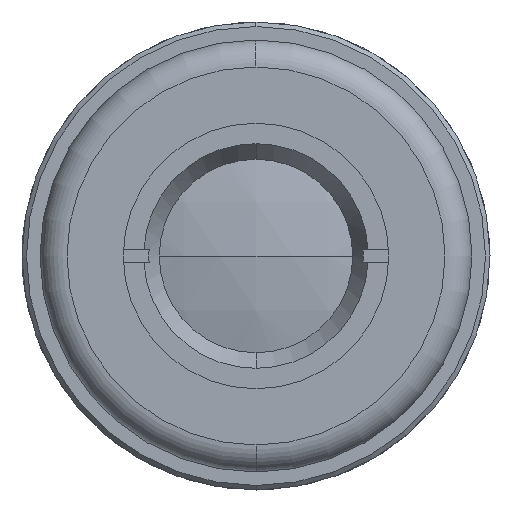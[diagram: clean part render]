
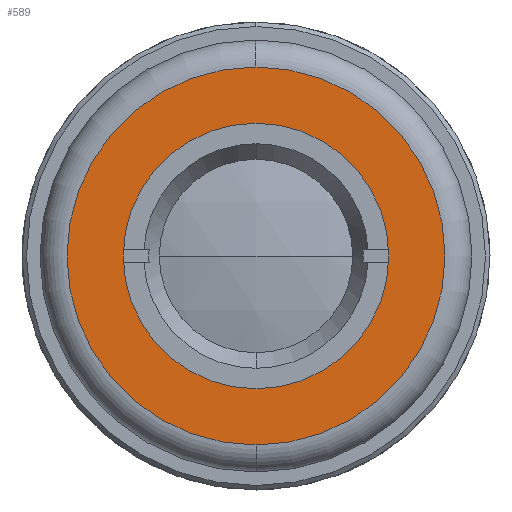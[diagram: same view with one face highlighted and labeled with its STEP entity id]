
A CAD part, left-side view. The second image highlights one B-rep face of the part: STEP entity #589.
In plain terms, the highlighted planar face has unit normal (-1, 0, 0).
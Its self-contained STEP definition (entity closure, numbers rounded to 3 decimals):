
#107 = FACE_OUTER_BOUND ( 'NONE', #620, .T. ) ;
#399 = CARTESIAN_POINT ( 'NONE',  ( -33.9, 0., -21. ) ) ;
#453 = CARTESIAN_POINT ( 'NONE',  ( -33.9, 0., 0. ) ) ;
#501 = DIRECTION ( 'NONE',  ( 0., 0., -1. ) ) ;
#541 = CARTESIAN_POINT ( 'NONE',  ( -33.9, 0., 0. ) ) ;
#589 = ADVANCED_FACE ( 'NONE', ( #107, #2185 ), #2431, .F. ) ;
#611 = AXIS2_PLACEMENT_3D ( 'NONE', #1884, #737, #501 ) ;
#620 = EDGE_LOOP ( 'NONE', ( #2611, #887 ) ) ;
#737 = DIRECTION ( 'NONE',  ( -1., 0., 0. ) ) ;
#887 = ORIENTED_EDGE ( 'NONE', *, *, #2786, .T. ) ;
#894 = VERTEX_POINT ( 'NONE', #955 ) ;
#933 = EDGE_CURVE ( 'NONE', #894, #2537, #1958, .T. ) ;
#955 = CARTESIAN_POINT ( 'NONE',  ( -33.9, 0., -14.75 ) ) ;
#962 = EDGE_CURVE ( 'NONE', #1090, #2968, #1477, .T. ) ;
#1090 = VERTEX_POINT ( 'NONE', #399 ) ;
#1191 = DIRECTION ( 'NONE',  ( -1., 0., 0. ) ) ;
#1222 = ORIENTED_EDGE ( 'NONE', *, *, #1265, .F. ) ;
#1246 = CARTESIAN_POINT ( 'NONE',  ( -33.9, 0., 0. ) ) ;
#1263 = DIRECTION ( 'NONE',  ( 1., 0., 0. ) ) ;
#1265 = EDGE_CURVE ( 'NONE', #2537, #894, #2364, .T. ) ;
#1282 = DIRECTION ( 'NONE',  ( 0., 0., -1. ) ) ;
#1434 = DIRECTION ( 'NONE',  ( 0., 0., -1. ) ) ;
#1470 = CARTESIAN_POINT ( 'NONE',  ( -33.9, 24., 0. ) ) ;
#1477 = CIRCLE ( 'NONE', #611, 21. ) ;
#1688 = CIRCLE ( 'NONE', #2516, 21. ) ;
#1741 = CARTESIAN_POINT ( 'NONE',  ( -33.9, 0., 21. ) ) ;
#1884 = CARTESIAN_POINT ( 'NONE',  ( -33.9, 0., 0. ) ) ;
#1918 = AXIS2_PLACEMENT_3D ( 'NONE', #1246, #2409, #1938 ) ;
#1938 = DIRECTION ( 'NONE',  ( 0., 0., 1. ) ) ;
#1958 = CIRCLE ( 'NONE', #1918, 14.75 ) ;
#2086 = CARTESIAN_POINT ( 'NONE',  ( -33.9, 0., 14.75 ) ) ;
#2138 = DIRECTION ( 'NONE',  ( -1., 0., 0. ) ) ;
#2154 = AXIS2_PLACEMENT_3D ( 'NONE', #1470, #1263, #1282 ) ;
#2185 = FACE_BOUND ( 'NONE', #2942, .T. ) ;
#2364 = CIRCLE ( 'NONE', #2967, 14.75 ) ;
#2409 = DIRECTION ( 'NONE',  ( -1., 0., 0. ) ) ;
#2431 = PLANE ( 'NONE',  #2154 ) ;
#2516 = AXIS2_PLACEMENT_3D ( 'NONE', #541, #2138, #1434 ) ;
#2537 = VERTEX_POINT ( 'NONE', #2086 ) ;
#2602 = ORIENTED_EDGE ( 'NONE', *, *, #933, .F. ) ;
#2603 = DIRECTION ( 'NONE',  ( 0., 0., 1. ) ) ;
#2611 = ORIENTED_EDGE ( 'NONE', *, *, #962, .T. ) ;
#2786 = EDGE_CURVE ( 'NONE', #2968, #1090, #1688, .T. ) ;
#2942 = EDGE_LOOP ( 'NONE', ( #1222, #2602 ) ) ;
#2967 = AXIS2_PLACEMENT_3D ( 'NONE', #453, #1191, #2603 ) ;
#2968 = VERTEX_POINT ( 'NONE', #1741 ) ;
